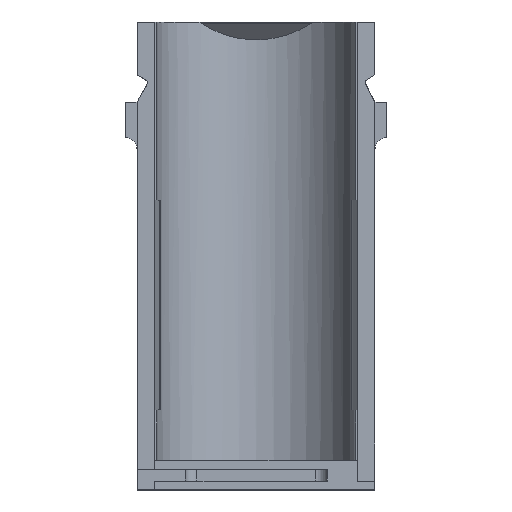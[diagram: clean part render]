
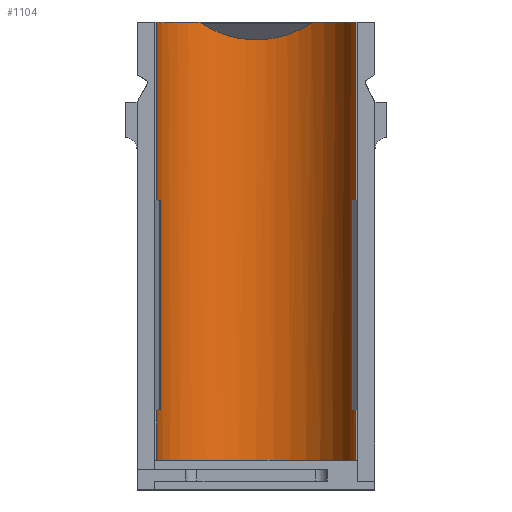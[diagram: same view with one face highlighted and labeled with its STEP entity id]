
A CAD part, left-side view. The second image highlights one B-rep face of the part: STEP entity #1104.
In plain terms, the highlighted cylindrical face has radius 8.4 mm (diameter 16.8 mm), a partial arc.
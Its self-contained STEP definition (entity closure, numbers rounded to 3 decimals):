
#21=ELLIPSE('',#1188,11.879,8.4);
#22=ELLIPSE('',#1189,11.879,8.4);
#29=CYLINDRICAL_SURFACE('',#1184,8.4);
#50=FACE_OUTER_BOUND('',#108,.T.);
#108=EDGE_LOOP('',(#803,#804,#805,#806,#807,#808,#809,#810,#811,#812,#813,
#814,#815,#816,#817,#818,#819,#820));
#158=CIRCLE('',#1181,8.4);
#159=CIRCLE('',#1185,8.4);
#160=CIRCLE('',#1186,8.4);
#161=CIRCLE('',#1187,8.4);
#162=CIRCLE('',#1190,8.4);
#163=CIRCLE('',#1191,8.4);
#164=CIRCLE('',#1192,8.4);
#224=LINE('',#1660,#357);
#226=LINE('',#1664,#359);
#227=LINE('',#1668,#360);
#228=LINE('',#1672,#361);
#229=LINE('',#1676,#362);
#230=LINE('',#1680,#363);
#231=LINE('',#1684,#364);
#232=LINE('',#1688,#365);
#233=LINE('',#1692,#366);
#357=VECTOR('',#1342,10.);
#359=VECTOR('',#1346,10.);
#360=VECTOR('',#1349,10.);
#361=VECTOR('',#1352,10.);
#362=VECTOR('',#1355,10.);
#363=VECTOR('',#1358,10.);
#364=VECTOR('',#1361,10.);
#365=VECTOR('',#1364,10.);
#366=VECTOR('',#1367,10.);
#473=VERTEX_POINT('',#1631);
#474=VERTEX_POINT('',#1632);
#485=VERTEX_POINT('',#1659);
#486=VERTEX_POINT('',#1663);
#487=VERTEX_POINT('',#1665);
#488=VERTEX_POINT('',#1667);
#489=VERTEX_POINT('',#1669);
#490=VERTEX_POINT('',#1671);
#491=VERTEX_POINT('',#1673);
#492=VERTEX_POINT('',#1675);
#493=VERTEX_POINT('',#1677);
#494=VERTEX_POINT('',#1679);
#495=VERTEX_POINT('',#1681);
#496=VERTEX_POINT('',#1683);
#497=VERTEX_POINT('',#1685);
#498=VERTEX_POINT('',#1687);
#499=VERTEX_POINT('',#1689);
#500=VERTEX_POINT('',#1691);
#594=EDGE_CURVE('',#473,#474,#158,.T.);
#608=EDGE_CURVE('',#485,#473,#224,.T.);
#610=EDGE_CURVE('',#486,#474,#226,.T.);
#611=EDGE_CURVE('',#486,#487,#159,.F.);
#612=EDGE_CURVE('',#488,#487,#227,.T.);
#613=EDGE_CURVE('',#489,#488,#160,.T.);
#614=EDGE_CURVE('',#490,#489,#228,.T.);
#615=EDGE_CURVE('',#491,#490,#161,.T.);
#616=EDGE_CURVE('',#491,#492,#229,.T.);
#617=EDGE_CURVE('',#493,#492,#21,.F.);
#618=EDGE_CURVE('',#494,#493,#230,.T.);
#619=EDGE_CURVE('',#495,#494,#22,.F.);
#620=EDGE_CURVE('',#495,#496,#231,.T.);
#621=EDGE_CURVE('',#497,#496,#162,.T.);
#622=EDGE_CURVE('',#497,#498,#232,.T.);
#623=EDGE_CURVE('',#499,#498,#163,.T.);
#624=EDGE_CURVE('',#500,#499,#233,.T.);
#625=EDGE_CURVE('',#500,#485,#164,.F.);
#803=ORIENTED_EDGE('',*,*,#594,.T.);
#804=ORIENTED_EDGE('',*,*,#610,.F.);
#805=ORIENTED_EDGE('',*,*,#611,.T.);
#806=ORIENTED_EDGE('',*,*,#612,.F.);
#807=ORIENTED_EDGE('',*,*,#613,.F.);
#808=ORIENTED_EDGE('',*,*,#614,.F.);
#809=ORIENTED_EDGE('',*,*,#615,.F.);
#810=ORIENTED_EDGE('',*,*,#616,.T.);
#811=ORIENTED_EDGE('',*,*,#617,.F.);
#812=ORIENTED_EDGE('',*,*,#618,.F.);
#813=ORIENTED_EDGE('',*,*,#619,.F.);
#814=ORIENTED_EDGE('',*,*,#620,.T.);
#815=ORIENTED_EDGE('',*,*,#621,.F.);
#816=ORIENTED_EDGE('',*,*,#622,.T.);
#817=ORIENTED_EDGE('',*,*,#623,.F.);
#818=ORIENTED_EDGE('',*,*,#624,.F.);
#819=ORIENTED_EDGE('',*,*,#625,.T.);
#820=ORIENTED_EDGE('',*,*,#608,.T.);
#1104=ADVANCED_FACE('',(#50),#29,.F.);
#1181=AXIS2_PLACEMENT_3D('',#1633,#1323,#1324);
#1184=AXIS2_PLACEMENT_3D('',#1662,#1344,#1345);
#1185=AXIS2_PLACEMENT_3D('',#1666,#1347,#1348);
#1186=AXIS2_PLACEMENT_3D('',#1670,#1350,#1351);
#1187=AXIS2_PLACEMENT_3D('',#1674,#1353,#1354);
#1188=AXIS2_PLACEMENT_3D('',#1678,#1356,#1357);
#1189=AXIS2_PLACEMENT_3D('',#1682,#1359,#1360);
#1190=AXIS2_PLACEMENT_3D('',#1686,#1362,#1363);
#1191=AXIS2_PLACEMENT_3D('',#1690,#1365,#1366);
#1192=AXIS2_PLACEMENT_3D('',#1693,#1368,#1369);
#1323=DIRECTION('center_axis',(0.,0.,
-1.));
#1324=DIRECTION('ref_axis',(1.,0.,0.));
#1342=DIRECTION('',(0.,0.,-1.));
#1344=DIRECTION('center_axis',(0.,0.,-1.));
#1345=DIRECTION('ref_axis',(1.,0.,0.));
#1346=DIRECTION('',(0.,0.,-1.));
#1347=DIRECTION('center_axis',(0.,0.,
1.));
#1348=DIRECTION('ref_axis',(1.,0.,0.));
#1349=DIRECTION('',(0.,0.,-1.));
#1350=DIRECTION('center_axis',(0.,0.,-1.));
#1351=DIRECTION('ref_axis',(1.,0.,0.));
#1352=DIRECTION('',(0.,0.,-1.));
#1353=DIRECTION('center_axis',(0.,0.,-1.));
#1354=DIRECTION('ref_axis',(1.,0.,0.));
#1355=DIRECTION('',(0.,0.,-1.));
#1356=DIRECTION('center_axis',(0.707,0.,0.707));
#1357=DIRECTION('ref_axis',(0.707,0.,-0.707));
#1358=DIRECTION('',(0.,-1.,0.));
#1359=DIRECTION('center_axis',(0.707,0.,0.707));
#1360=DIRECTION('ref_axis',(0.707,0.,-0.707));
#1361=DIRECTION('',(0.,0.,1.));
#1362=DIRECTION('center_axis',(0.,0.,-1.));
#1363=DIRECTION('ref_axis',(1.,0.,0.));
#1364=DIRECTION('',(0.,0.,-1.));
#1365=DIRECTION('center_axis',(0.,0.,-1.));
#1366=DIRECTION('ref_axis',(1.,0.,0.));
#1367=DIRECTION('',(0.,0.,1.));
#1368=DIRECTION('center_axis',(0.,0.,
1.));
#1369=DIRECTION('ref_axis',(1.,0.,0.));
#1631=CARTESIAN_POINT('',(-14.314,8.398,-38.432));
#1632=CARTESIAN_POINT('',(-14.314,-8.402,-38.432));
#1633=CARTESIAN_POINT('Origin',(-14.314,-0.002,
-38.432));
#1659=CARTESIAN_POINT('',(-14.314,8.398,-34.182));
#1660=CARTESIAN_POINT('',(-14.314,8.398,-1.5));
#1662=CARTESIAN_POINT('Origin',(-14.314,-0.002,
-1.5));
#1663=CARTESIAN_POINT('',(-14.314,-8.402,-34.182));
#1664=CARTESIAN_POINT('',(-14.314,-8.402,-1.5));
#1665=CARTESIAN_POINT('',(-16.073,-8.216,-34.182));
#1666=CARTESIAN_POINT('Origin',(-14.314,-0.002,
-34.182));
#1667=CARTESIAN_POINT('',(-16.073,-8.216,-16.5));
#1668=CARTESIAN_POINT('',(-16.073,-8.216,-1.5));
#1669=CARTESIAN_POINT('',(-14.314,-8.402,-16.5));
#1670=CARTESIAN_POINT('Origin',(-14.314,-0.002,
-16.5));
#1671=CARTESIAN_POINT('',(-14.314,-8.402,-1.5));
#1672=CARTESIAN_POINT('',(-14.314,-8.402,-1.5));
#1673=CARTESIAN_POINT('',(-7.314,-4.645,-1.5));
#1674=CARTESIAN_POINT('Origin',(-14.314,-0.002,
-1.5));
#1675=CARTESIAN_POINT('',(-7.314,-4.645,-1.6));
#1676=CARTESIAN_POINT('',(-7.314,-4.645,-1.5));
#1677=CARTESIAN_POINT('',(-5.914,-0.034,-3.));
#1678=CARTESIAN_POINT('Origin',(-14.314,-0.002,
5.4));
#1679=CARTESIAN_POINT('',(-5.914,0.03,-3.));
#1680=CARTESIAN_POINT('',(-5.914,-4.994,-3.));
#1681=CARTESIAN_POINT('',(-7.314,4.641,-1.6));
#1682=CARTESIAN_POINT('Origin',(-14.314,-0.002,
5.4));
#1683=CARTESIAN_POINT('',(-7.314,4.641,-1.5));
#1684=CARTESIAN_POINT('',(-7.314,4.641,-1.5));
#1685=CARTESIAN_POINT('',(-14.314,8.398,-1.5));
#1686=CARTESIAN_POINT('Origin',(-14.314,-0.002,
-1.5));
#1687=CARTESIAN_POINT('',(-14.314,8.398,-16.5));
#1688=CARTESIAN_POINT('',(-14.314,8.398,-1.5));
#1689=CARTESIAN_POINT('',(-16.046,8.217,-16.5));
#1690=CARTESIAN_POINT('Origin',(-14.314,-0.002,
-16.5));
#1691=CARTESIAN_POINT('',(-16.046,8.217,-34.182));
#1692=CARTESIAN_POINT('',(-16.046,8.217,-1.5));
#1693=CARTESIAN_POINT('Origin',(-14.314,-0.002,
-34.182));
